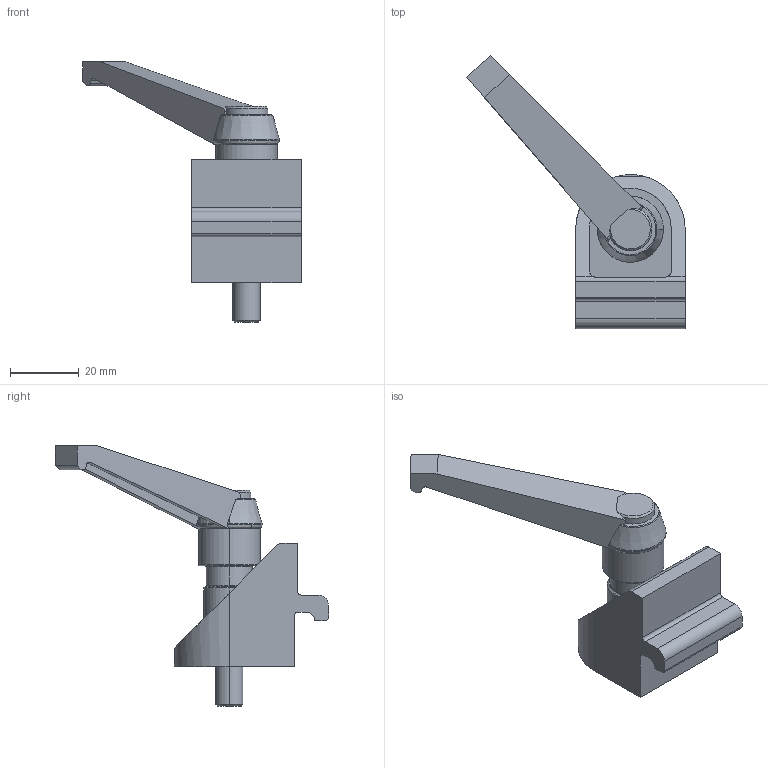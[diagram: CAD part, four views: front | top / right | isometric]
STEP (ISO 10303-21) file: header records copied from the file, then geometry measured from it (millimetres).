
FILE_DESCRIPTION (( 'STEP AP203' ), '1' );
FILE_NAME ('282311503_c_1.STEP', '2023-04-16T19:04:55', ( '' ), ( '' ), 'SwSTEP 2.0', 'SolidWorks 2014', '' );
FILE_SCHEMA (( 'CONFIG_CONTROL_DESIGN' ));
Length unit declared in the file: millimetre
Products named in the file (1): 282311503_c_1
Bounding box: 63.75 x 79.73 x 76 mm (x, y, z)
Volume: 29293.9 mm3; surface area: 14593.6 mm2
Topology: 1 solids, 1 shells, 118 faces, 316 edges, 206 vertices
Faces by surface type: plane 53, cylinder 33, cone 17, bspline 15
Entity records: 4191 total; most frequent: CARTESIAN_POINT 1275, ORIENTED_EDGE 632, DIRECTION 565, EDGE_CURVE 316, VERTEX_POINT 206, AXIS2_PLACEMENT_3D 204, LINE 157, VECTOR 157
